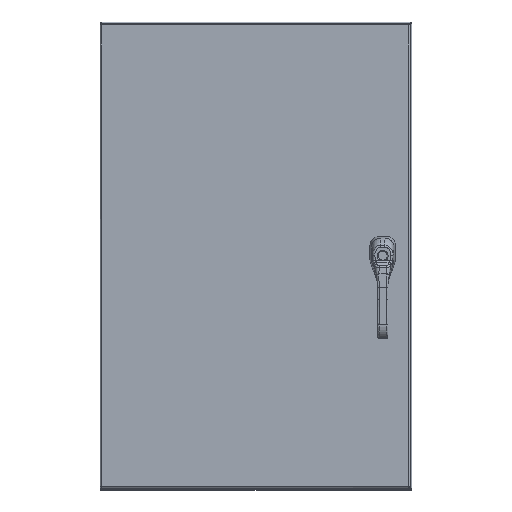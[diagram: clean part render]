
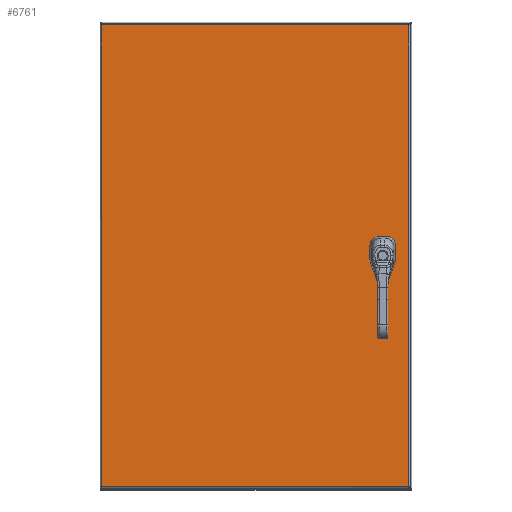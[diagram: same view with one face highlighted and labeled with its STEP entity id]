
A CAD part, top view. The second image highlights one B-rep face of the part: STEP entity #6761.
In plain terms, the highlighted face is planar.
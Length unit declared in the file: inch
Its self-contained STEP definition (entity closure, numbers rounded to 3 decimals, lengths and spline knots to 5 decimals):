
#4952=CARTESIAN_POINT('',(2.33762,18.275,0.0));
#4953=VERTEX_POINT('',#4952);
#4960=CARTESIAN_POINT('',(2.525,18.08762,0.0));
#4961=VERTEX_POINT('',#4960);
#4962=CARTESIAN_POINT('',(2.125,17.875,0.0));
#4963=DIRECTION('',(0.0,0.0,1.0));
#4964=DIRECTION('',(-0.469,-0.883,0.0));
#4965=AXIS2_PLACEMENT_3D('',#4962,#4963,#4964);
#4966=CIRCLE('',#4965,0.453);
#4967=EDGE_CURVE('',#4961,#4953,#4966,.T.);
#4992=CARTESIAN_POINT('',(2.525,17.66238,0.0));
#4993=VERTEX_POINT('',#4992);
#4994=CARTESIAN_POINT('',(2.525,17.66238,0.0));
#4995=DIRECTION('',(0.0,1.0,0.0));
#4996=VECTOR('',#4995,0.42525);
#4997=LINE('',#4994,#4996);
#4998=EDGE_CURVE('',#4993,#4961,#4997,.T.);
#5024=CARTESIAN_POINT('',(2.33762,17.475,0.0));
#5025=VERTEX_POINT('',#5024);
#5026=CARTESIAN_POINT('',(2.125,17.875,0.0));
#5027=DIRECTION('',(0.0,0.0,1.0));
#5028=DIRECTION('',(-0.883,0.469,0.0));
#5029=AXIS2_PLACEMENT_3D('',#5026,#5027,#5028);
#5030=CIRCLE('',#5029,0.453);
#5031=EDGE_CURVE('',#5025,#4993,#5030,.T.);
#5056=CARTESIAN_POINT('',(1.91238,17.475,0.0));
#5057=VERTEX_POINT('',#5056);
#5058=CARTESIAN_POINT('',(1.91238,17.475,0.0));
#5059=DIRECTION('',(1.0,0.0,0.0));
#5060=VECTOR('',#5059,0.42525);
#5061=LINE('',#5058,#5060);
#5062=EDGE_CURVE('',#5057,#5025,#5061,.T.);
#5088=CARTESIAN_POINT('',(1.725,17.66238,0.0));
#5089=VERTEX_POINT('',#5088);
#5090=CARTESIAN_POINT('',(2.125,17.875,0.0));
#5091=DIRECTION('',(0.0,0.0,1.0));
#5092=DIRECTION('',(0.469,0.883,0.0));
#5093=AXIS2_PLACEMENT_3D('',#5090,#5091,#5092);
#5094=CIRCLE('',#5093,0.453);
#5095=EDGE_CURVE('',#5089,#5057,#5094,.T.);
#5120=CARTESIAN_POINT('',(1.725,18.08762,0.0));
#5121=VERTEX_POINT('',#5120);
#5122=CARTESIAN_POINT('',(1.725,18.08762,0.0));
#5123=DIRECTION('',(0.0,-1.0,0.0));
#5124=VECTOR('',#5123,0.42525);
#5125=LINE('',#5122,#5124);
#5126=EDGE_CURVE('',#5121,#5089,#5125,.T.);
#5152=CARTESIAN_POINT('',(1.91238,18.275,0.0));
#5153=VERTEX_POINT('',#5152);
#5154=CARTESIAN_POINT('',(2.125,17.875,0.0));
#5155=DIRECTION('',(0.0,0.0,1.0));
#5156=DIRECTION('',(0.883,-0.469,0.0));
#5157=AXIS2_PLACEMENT_3D('',#5154,#5155,#5156);
#5158=CIRCLE('',#5157,0.453);
#5159=EDGE_CURVE('',#5153,#5121,#5158,.T.);
#5182=CARTESIAN_POINT('',(2.33762,18.275,0.0));
#5183=DIRECTION('',(-1.0,0.0,0.0));
#5184=VECTOR('',#5183,0.42525);
#5185=LINE('',#5182,#5184);
#5186=EDGE_CURVE('',#4953,#5153,#5185,.T.);
#5769=CARTESIAN_POINT('',(23.76975,0.10525,0.));
#5770=VERTEX_POINT('',#5769);
#5781=CARTESIAN_POINT('',(23.76975,35.64475,0.));
#5782=VERTEX_POINT('',#5781);
#5783=CARTESIAN_POINT('',(23.76975,35.64475,0.0));
#5784=DIRECTION('',(0.0,-1.0,0.0));
#5785=VECTOR('',#5784,35.5395);
#5786=LINE('',#5783,#5785);
#5787=EDGE_CURVE('',#5782,#5770,#5786,.T.);
#5939=CARTESIAN_POINT('',(0.10525,0.10525,0.));
#5940=VERTEX_POINT('',#5939);
#5951=CARTESIAN_POINT('',(23.76975,0.10525,0.0));
#5952=DIRECTION('',(-1.0,0.0,0.0));
#5953=VECTOR('',#5952,23.6645);
#5954=LINE('',#5951,#5953);
#5955=EDGE_CURVE('',#5770,#5940,#5954,.T.);
#6216=CARTESIAN_POINT('',(0.10525,35.64475,0.));
#6217=VERTEX_POINT('',#6216);
#6228=CARTESIAN_POINT('',(0.10525,0.10525,0.0));
#6229=DIRECTION('',(0.0,1.0,0.0));
#6230=VECTOR('',#6229,35.5395);
#6231=LINE('',#6228,#6230);
#6232=EDGE_CURVE('',#5940,#6217,#6231,.T.);
#6497=CARTESIAN_POINT('',(0.10525,35.64475,0.0));
#6498=DIRECTION('',(1.0,0.0,0.0));
#6499=VECTOR('',#6498,23.6645);
#6500=LINE('',#6497,#6499);
#6501=EDGE_CURVE('',#6217,#5782,#6500,.T.);
#6740=CARTESIAN_POINT('',(11.9375,17.875,0.0));
#6741=DIRECTION('',(0.0,0.0,1.0));
#6742=DIRECTION('',(1.0,0.0,0.0));
#6743=AXIS2_PLACEMENT_3D('',#6740,#6741,#6742);
#6744=PLANE('',#6743);
#6745=ORIENTED_EDGE('',*,*,#5787,.T.);
#6746=ORIENTED_EDGE('',*,*,#5955,.T.);
#6747=ORIENTED_EDGE('',*,*,#6232,.T.);
#6748=ORIENTED_EDGE('',*,*,#6501,.T.);
#6749=EDGE_LOOP('',(#6745,#6746,#6747,#6748));
#6750=FACE_OUTER_BOUND('',#6749,.T.);
#6751=ORIENTED_EDGE('',*,*,#4967,.T.);
#6752=ORIENTED_EDGE('',*,*,#5186,.T.);
#6753=ORIENTED_EDGE('',*,*,#5159,.T.);
#6754=ORIENTED_EDGE('',*,*,#5126,.T.);
#6755=ORIENTED_EDGE('',*,*,#5095,.T.);
#6756=ORIENTED_EDGE('',*,*,#5062,.T.);
#6757=ORIENTED_EDGE('',*,*,#5031,.T.);
#6758=ORIENTED_EDGE('',*,*,#4998,.T.);
#6759=EDGE_LOOP('',(#6751,#6752,#6753,#6754,#6755,#6756,#6757,#6758));
#6760=FACE_BOUND('',#6759,.T.);
#6761=ADVANCED_FACE('',(#6750,#6760),#6744,.F.);
